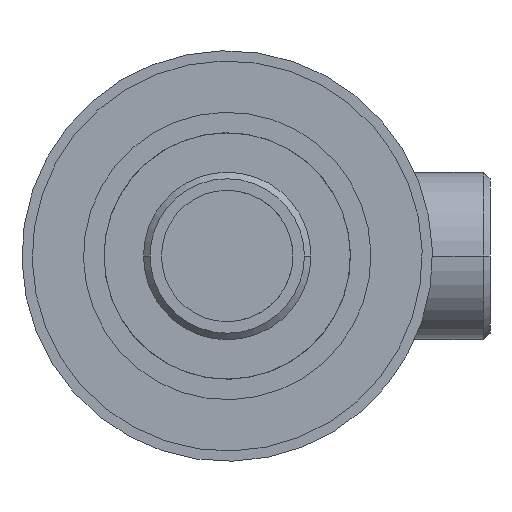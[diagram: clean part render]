
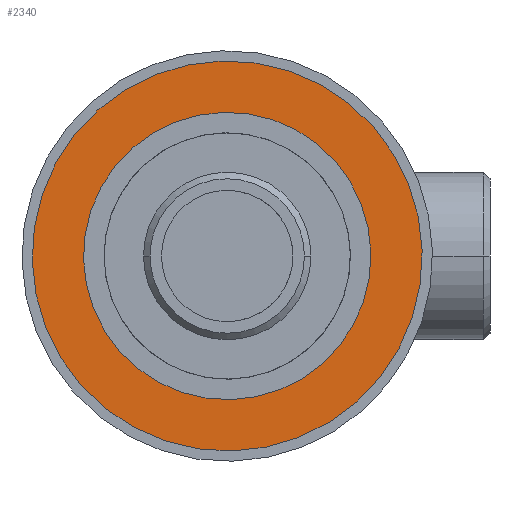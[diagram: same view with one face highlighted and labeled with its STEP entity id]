
A CAD part, left-side view. The second image highlights one B-rep face of the part: STEP entity #2340.
In plain terms, the highlighted planar face has unit normal (-1, 0, 0).
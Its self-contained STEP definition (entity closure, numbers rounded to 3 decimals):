
#89 = EDGE_LOOP ( 'NONE', ( #1263, #2634 ) ) ;
#137 = CIRCLE ( 'NONE', #3006, 17.5 ) ;
#266 = FACE_BOUND ( 'NONE', #3028, .T. ) ;
#300 = CARTESIAN_POINT ( 'NONE',  ( -76.25, 8.347, -15.381 ) ) ;
#307 = EDGE_CURVE ( 'NONE', #3117, #2712, #1576, .T. ) ;
#314 = VERTEX_POINT ( 'NONE', #300 ) ;
#379 = DIRECTION ( 'NONE',  ( -1., 0., 0. ) ) ;
#434 = DIRECTION ( 'NONE',  ( -1., 0., 0. ) ) ;
#541 = DIRECTION ( 'NONE',  ( -1., 0., 0. ) ) ;
#589 = CARTESIAN_POINT ( 'NONE',  ( -76.25, 0., 0. ) ) ;
#708 = AXIS2_PLACEMENT_3D ( 'NONE', #938, #434, #2991 ) ;
#894 = DIRECTION ( 'NONE',  ( 0., 0.477, -0.879 ) ) ;
#938 = CARTESIAN_POINT ( 'NONE',  ( -76.25, 0., 0. ) ) ;
#952 = EDGE_CURVE ( 'NONE', #2712, #3117, #2556, .T. ) ;
#994 = FACE_OUTER_BOUND ( 'NONE', #89, .T. ) ;
#1227 = AXIS2_PLACEMENT_3D ( 'NONE', #2816, #1790, #2541 ) ;
#1263 = ORIENTED_EDGE ( 'NONE', *, *, #952, .T. ) ;
#1292 = CARTESIAN_POINT ( 'NONE',  ( -76.25, 0., 0. ) ) ;
#1321 = DIRECTION ( 'NONE',  ( -1., 0., 0. ) ) ;
#1350 = VERTEX_POINT ( 'NONE', #1922 ) ;
#1461 = EDGE_CURVE ( 'NONE', #314, #1350, #2148, .T. ) ;
#1524 = PLANE ( 'NONE',  #1227 ) ;
#1562 = CARTESIAN_POINT ( 'NONE',  ( -76.25, -11.328, 20.874 ) ) ;
#1576 = CIRCLE ( 'NONE', #2167, 23.75 ) ;
#1790 = DIRECTION ( 'NONE',  ( -1., 0., 0. ) ) ;
#1849 = ORIENTED_EDGE ( 'NONE', *, *, #1461, .F. ) ;
#1922 = CARTESIAN_POINT ( 'NONE',  ( -76.25, -8.347, 15.381 ) ) ;
#2070 = ORIENTED_EDGE ( 'NONE', *, *, #2723, .F. ) ;
#2105 = CARTESIAN_POINT ( 'NONE',  ( -76.25, 11.328, -20.874 ) ) ;
#2148 = CIRCLE ( 'NONE', #708, 17.5 ) ;
#2167 = AXIS2_PLACEMENT_3D ( 'NONE', #1292, #541, #2577 ) ;
#2340 = ADVANCED_FACE ( 'NONE', ( #994, #266 ), #1524, .T. ) ;
#2505 = AXIS2_PLACEMENT_3D ( 'NONE', #589, #379, #894 ) ;
#2541 = DIRECTION ( 'NONE',  ( 0., 0.477, -0.879 ) ) ;
#2551 = DIRECTION ( 'NONE',  ( 0., 0.477, -0.879 ) ) ;
#2556 = CIRCLE ( 'NONE', #2505, 23.75 ) ;
#2577 = DIRECTION ( 'NONE',  ( 0., 0.477, -0.879 ) ) ;
#2634 = ORIENTED_EDGE ( 'NONE', *, *, #307, .T. ) ;
#2712 = VERTEX_POINT ( 'NONE', #2105 ) ;
#2723 = EDGE_CURVE ( 'NONE', #1350, #314, #137, .T. ) ;
#2816 = CARTESIAN_POINT ( 'NONE',  ( -76.25, -15.381, -8.347 ) ) ;
#2864 = CARTESIAN_POINT ( 'NONE',  ( -76.25, 0., 0. ) ) ;
#2991 = DIRECTION ( 'NONE',  ( 0., 0.477, -0.879 ) ) ;
#3006 = AXIS2_PLACEMENT_3D ( 'NONE', #2864, #1321, #2551 ) ;
#3028 = EDGE_LOOP ( 'NONE', ( #1849, #2070 ) ) ;
#3117 = VERTEX_POINT ( 'NONE', #1562 ) ;
